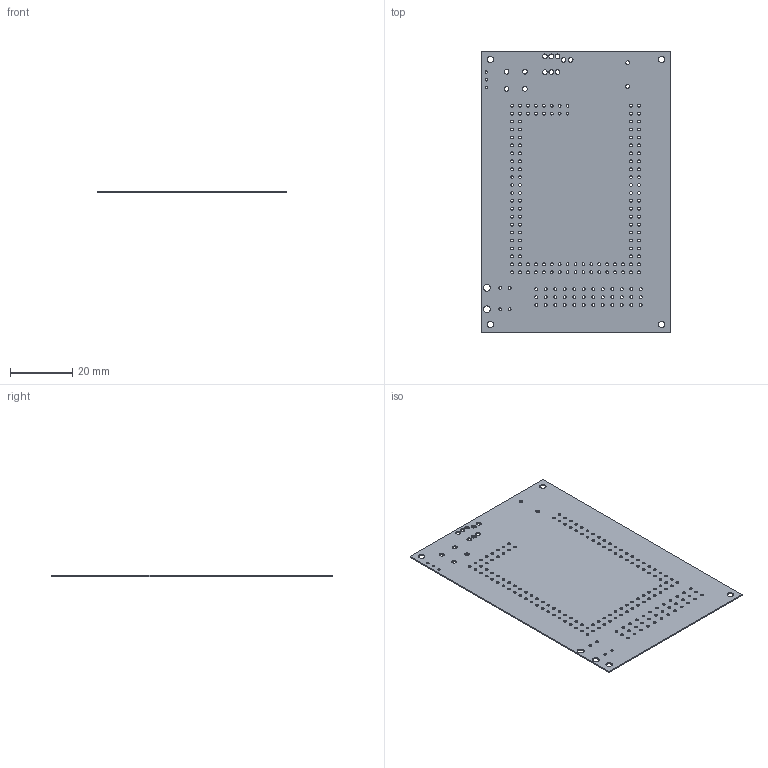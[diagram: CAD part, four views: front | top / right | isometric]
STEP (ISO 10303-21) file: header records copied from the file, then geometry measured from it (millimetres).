
FILE_DESCRIPTION(('Open CASCADE Model'),'2;1');
FILE_NAME('Open CASCADE Shape Model','2016-01-12T23:50:34',('Author'),( 'Open CASCADE'),'Open CASCADE STEP processor 6.2','Open CASCADE 6.2' ,'Unknown');
FILE_SCHEMA(('AUTOMOTIVE_DESIGN_CC2 { 1 2 10303 214 -1 1 5 4 }'));
Length unit declared in the file: millimetre
Products named in the file (2): PCB; Board
Assembly tree (1 placements, depth 2):
  PCB
    Board
Bounding box: 60.27 x 90.29 x 0.39 mm (x, y, z)
Volume: 2147.8 mm3; surface area: 10923 mm2
Topology: 1 solids, 1 shells, 210 faces, 628 edges, 418 vertices
Faces by surface type: cylinder 189, plane 21
Full cylindrical faces by diameter (mm): 0.762 x3, 0.9 x166, 1.2 x2, 1.5 x12, 2.05 x4, 2.2 x2
Entity records: 16173 total; most frequent: DIRECTION 2674, CARTESIAN_POINT 2500, ORIENTED_EDGE 1248, PCURVE 1248, DEFINITIONAL_REPRESENTATION 1248, LINE 1116, VECTOR 1116, CIRCLE 756
